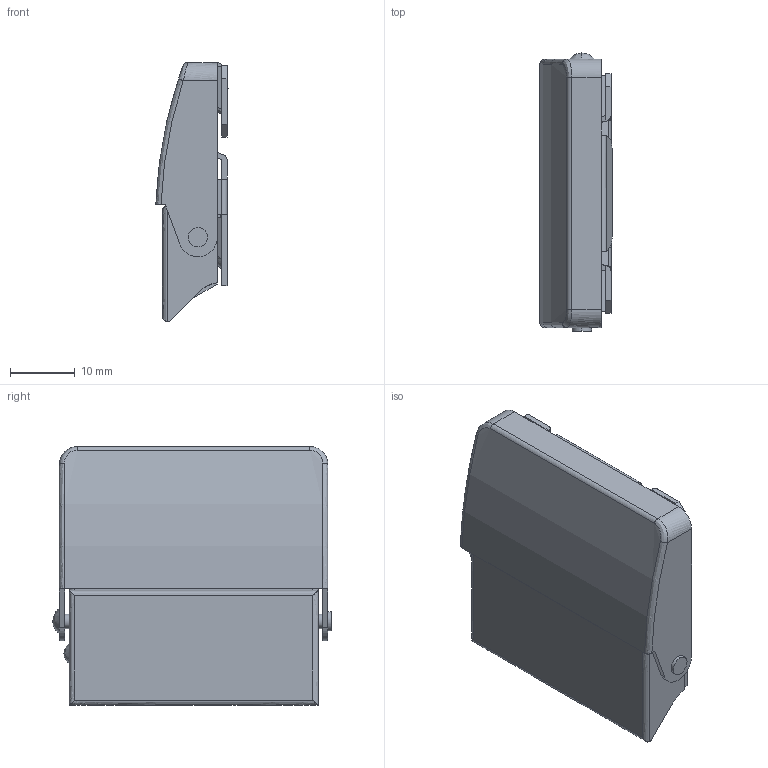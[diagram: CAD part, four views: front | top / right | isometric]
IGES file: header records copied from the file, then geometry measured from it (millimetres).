
Start section: ------------------------------------------------------------------------
Global section: file name: PC003.18316.TL_149_1_15798.igs; native system: spGate; preprocessor: ver19.8.4 (****-****-****-****); author: Unknown; organization: Unknown; date: 230906.105754; units: millimetre
Bounding box: 11.18 x 43 x 40 mm (x, y, z)
Volume: 4071.5 mm3; surface area: 10589.1 mm2
Topology: 4 solids, 4 shells, 246 faces, 644 edges, 403 vertices
Faces by surface type: bspline 246
